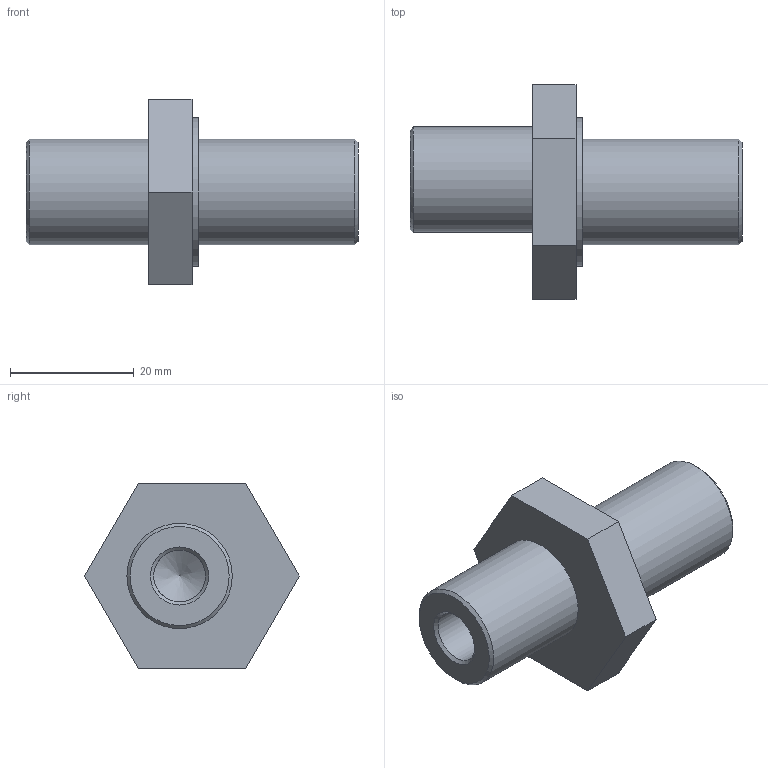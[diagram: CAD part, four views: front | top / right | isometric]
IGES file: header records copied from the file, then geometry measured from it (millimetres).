
Global section: file name: 820202.stp.ipt; native system: Autodesk Inventor 2014; preprocessor: unknown; author: zeman; date: 20151020.100250; units: millimetre
Bounding box: 53.6 x 34.64 x 30 mm (x, y, z)
Volume: 13611.6 mm3; surface area: 5979.2 mm2
Topology: 1 solids, 1 shells, 22 faces, 47 edges, 30 vertices
Faces by surface type: plane 11, revolution 4, cylinder 3, cone 2, bspline 2
Full cylindrical faces by diameter (mm): 17 x2, 24 x1
